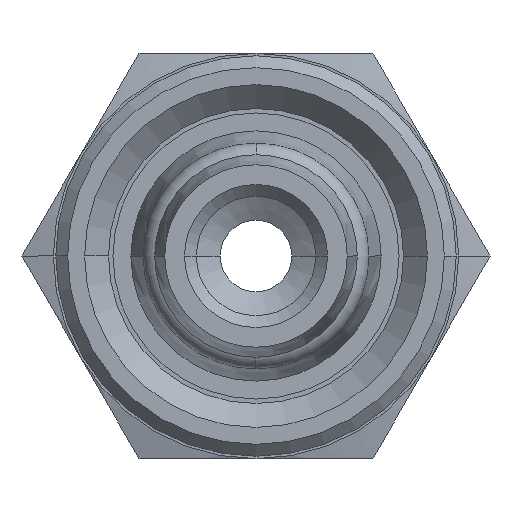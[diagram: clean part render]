
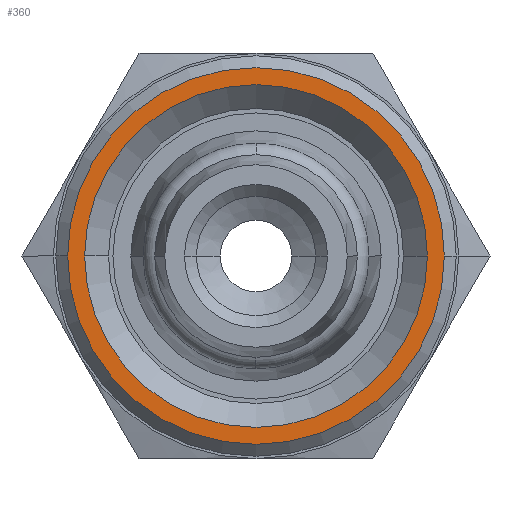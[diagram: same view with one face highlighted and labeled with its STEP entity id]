
A CAD part, left-side view. The second image highlights one B-rep face of the part: STEP entity #360.
In plain terms, the highlighted planar face has unit normal (-1, 0, 0).
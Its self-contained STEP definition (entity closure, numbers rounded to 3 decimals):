
#360 = ADVANCED_FACE( '', ( #765, #766 ), #767, .T. );
#765 = FACE_BOUND( '', #1189, .T. );
#766 = FACE_OUTER_BOUND( '', #1190, .T. );
#767 = PLANE( '', #1191 );
#1189 = EDGE_LOOP( '', ( #2643, #2644 ) );
#1190 = EDGE_LOOP( '', ( #2645, #2646 ) );
#1191 = AXIS2_PLACEMENT_3D( '', #2647, #2648, #2649 );
#2643 = ORIENTED_EDGE( '', *, *, #3055, .T. );
#2644 = ORIENTED_EDGE( '', *, *, #3208, .T. );
#2645 = ORIENTED_EDGE( '', *, *, #3043, .F. );
#2646 = ORIENTED_EDGE( '', *, *, #3213, .F. );
#2647 = CARTESIAN_POINT( '', ( -15.8, -3.95, 0. ) );
#2648 = DIRECTION( '', ( -1., 0., 0. ) );
#2649 = DIRECTION( '', ( 0., 1., 0. ) );
#3043 = EDGE_CURVE( '', #3686, #3688, #3689, .T. );
#3055 = EDGE_CURVE( '', #3707, #3709, #3711, .T. );
#3208 = EDGE_CURVE( '', #3709, #3707, #3960, .T. );
#3213 = EDGE_CURVE( '', #3688, #3686, #3965, .T. );
#3686 = VERTEX_POINT( '', #4806 );
#3688 = VERTEX_POINT( '', #4809 );
#3689 = CIRCLE( '', #4810, 7.9 );
#3707 = VERTEX_POINT( '', #4833 );
#3709 = VERTEX_POINT( '', #4836 );
#3711 = CIRCLE( '', #4839, 7.188 );
#3960 = CIRCLE( '', #5400, 7.188 );
#3965 = CIRCLE( '', #5405, 7.9 );
#4806 = CARTESIAN_POINT( '', ( -15.8, -7.9, 0. ) );
#4809 = CARTESIAN_POINT( '', ( -15.8, 7.9, 0. ) );
#4810 = AXIS2_PLACEMENT_3D( '', #5931, #5932, #5933 );
#4833 = CARTESIAN_POINT( '', ( -15.8, -7.188, 0. ) );
#4836 = CARTESIAN_POINT( '', ( -15.8, 7.188, 0. ) );
#4839 = AXIS2_PLACEMENT_3D( '', #5953, #5954, #5955 );
#5400 = AXIS2_PLACEMENT_3D( '', #6148, #6149, #6150 );
#5405 = AXIS2_PLACEMENT_3D( '', #6163, #6164, #6165 );
#5931 = CARTESIAN_POINT( '', ( -15.8, 0., 0. ) );
#5932 = DIRECTION( '', ( 1., 0., 0. ) );
#5933 = DIRECTION( '', ( 0., -1., 0. ) );
#5953 = CARTESIAN_POINT( '', ( -15.8, 0., 0. ) );
#5954 = DIRECTION( '', ( 1., 0., 0. ) );
#5955 = DIRECTION( '', ( 0., -1., 0. ) );
#6148 = CARTESIAN_POINT( '', ( -15.8, 0., 0. ) );
#6149 = DIRECTION( '', ( 1., 0., 0. ) );
#6150 = DIRECTION( '', ( 0., -1., 0. ) );
#6163 = CARTESIAN_POINT( '', ( -15.8, 0., 0. ) );
#6164 = DIRECTION( '', ( 1., 0., 0. ) );
#6165 = DIRECTION( '', ( 0., -1., 0. ) );
